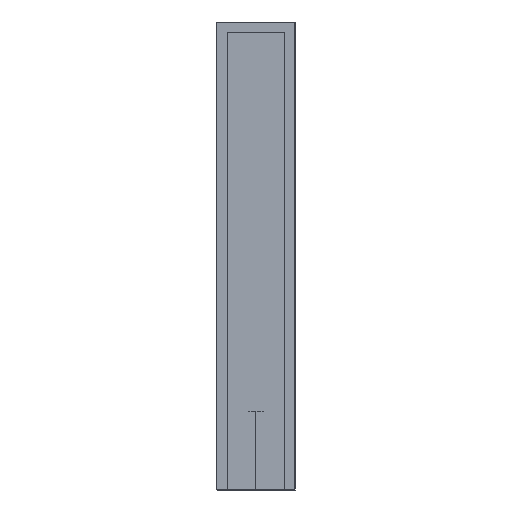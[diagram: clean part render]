
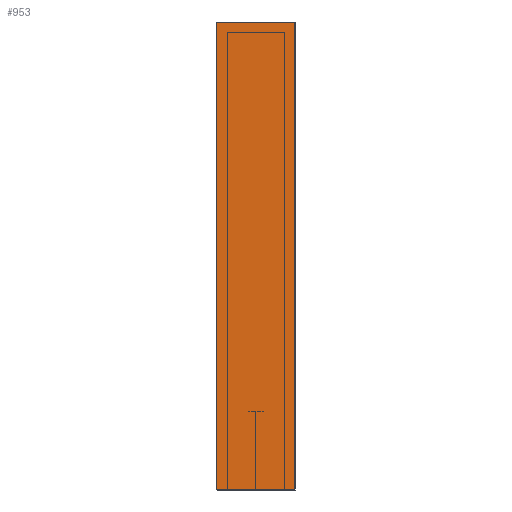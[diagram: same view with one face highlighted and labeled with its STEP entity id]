
A CAD part, left-side view. The second image highlights one B-rep face of the part: STEP entity #953.
In plain terms, the highlighted planar face has unit normal (-1, 0, 0).
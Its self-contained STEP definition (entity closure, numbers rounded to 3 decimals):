
#15 = ORIENTED_EDGE ( 'NONE', *, *, #1137, .F. ) ;
#27 = CARTESIAN_POINT ( 'NONE',  ( -282.5, 7.5, -82.5 ) ) ;
#155 = VERTEX_POINT ( 'NONE', #1384 ) ;
#301 = VERTEX_POINT ( 'NONE', #1576 ) ;
#310 = LINE ( 'NONE', #1034, #949 ) ;
#363 = CARTESIAN_POINT ( 'NONE',  ( -282.5, 7.5, 8.35 ) ) ;
#380 = CARTESIAN_POINT ( 'NONE',  ( -282.5, 7.5, 8.35 ) ) ;
#400 = AXIS2_PLACEMENT_3D ( 'NONE', #380, #647, #1497 ) ;
#441 = CARTESIAN_POINT ( 'NONE',  ( -282.5, 7.5, -82.5 ) ) ;
#485 = LINE ( 'NONE', #363, #1499 ) ;
#502 = DIRECTION ( 'NONE',  ( 0., 1., 0. ) ) ;
#578 = ORIENTED_EDGE ( 'NONE', *, *, #844, .T. ) ;
#623 = ORIENTED_EDGE ( 'NONE', *, *, #1363, .F. ) ;
#647 = DIRECTION ( 'NONE',  ( -1., 0., 0. ) ) ;
#763 = ORIENTED_EDGE ( 'NONE', *, *, #909, .F. ) ;
#797 = DIRECTION ( 'NONE',  ( 0., -1., 0. ) ) ;
#822 = VECTOR ( 'NONE', #502, 1000. ) ;
#844 = EDGE_CURVE ( 'NONE', #1238, #1031, #485, .T. ) ;
#909 = EDGE_CURVE ( 'NONE', #155, #1031, #995, .T. ) ;
#949 = VECTOR ( 'NONE', #797, 1000. ) ;
#953 = ADVANCED_FACE ( 'NONE', ( #1004 ), #1392, .T. ) ;
#955 = CARTESIAN_POINT ( 'NONE',  ( -282.5, -7.5, 8.35 ) ) ;
#995 = LINE ( 'NONE', #27, #822 ) ;
#1004 = FACE_OUTER_BOUND ( 'NONE', #1112, .T. ) ;
#1009 = CARTESIAN_POINT ( 'NONE',  ( -282.5, 7.5, 7.5 ) ) ;
#1031 = VERTEX_POINT ( 'NONE', #441 ) ;
#1034 = CARTESIAN_POINT ( 'NONE',  ( -282.5, 7.5, 7.5 ) ) ;
#1089 = DIRECTION ( 'NONE',  ( 0., 0., -1. ) ) ;
#1112 = EDGE_LOOP ( 'NONE', ( #623, #578, #763, #15 ) ) ;
#1137 = EDGE_CURVE ( 'NONE', #301, #155, #1223, .T. ) ;
#1223 = LINE ( 'NONE', #955, #1532 ) ;
#1238 = VERTEX_POINT ( 'NONE', #1009 ) ;
#1339 = DIRECTION ( 'NONE',  ( 0., 0., -1. ) ) ;
#1363 = EDGE_CURVE ( 'NONE', #1238, #301, #310, .T. ) ;
#1384 = CARTESIAN_POINT ( 'NONE',  ( -282.5, -7.5, -82.5 ) ) ;
#1392 = PLANE ( 'NONE',  #400 ) ;
#1497 = DIRECTION ( 'NONE',  ( 0., 0., 1. ) ) ;
#1499 = VECTOR ( 'NONE', #1089, 1000. ) ;
#1532 = VECTOR ( 'NONE', #1339, 1000. ) ;
#1576 = CARTESIAN_POINT ( 'NONE',  ( -282.5, -7.5, 7.5 ) ) ;
